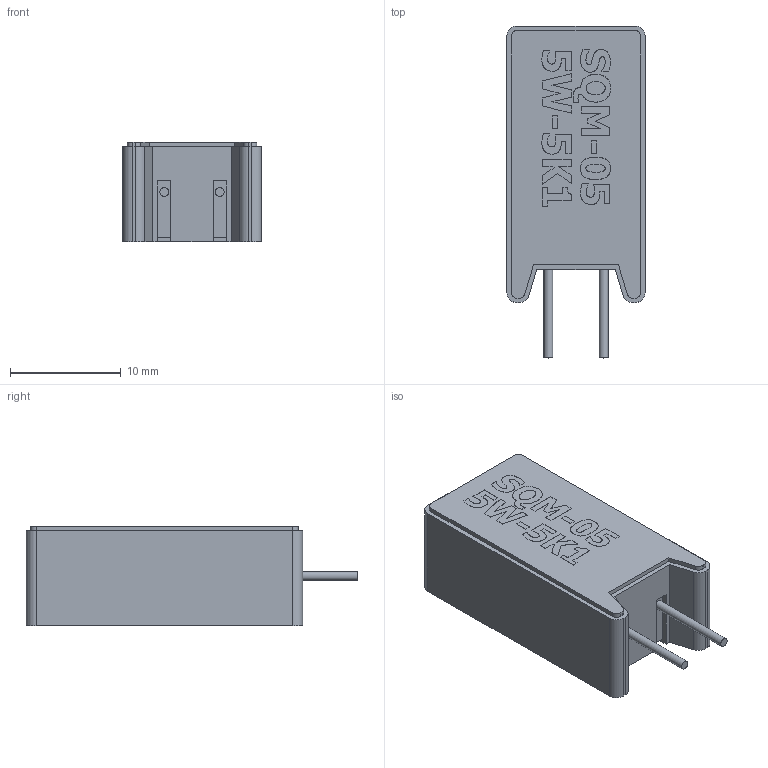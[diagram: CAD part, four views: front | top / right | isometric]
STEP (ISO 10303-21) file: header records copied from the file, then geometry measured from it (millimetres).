
FILE_DESCRIPTION(/* description */ ('STEP AP214','CAx-IF Rec.Pracs.---Representation and Presentation of Product Manufacturing Information (PMI)---4.0---2014-10-13'),/* implementation_level */ '2;1');
FILE_NAME(/* name */ 'User Library-Cement Power Resistor SQM-05 5W 5K1.stp',/* time_stamp */ '2020-02-07T17:46:05+03:00',/* author */ ('Andre'),/* organization */ (''),/* preprocessor_version */ 'ST-DEVELOPER v18',/* originating_system */ 'Autodesk Inventor 2020',/* authorisation */ '');
FILE_SCHEMA (('AP242_MANAGED_MODEL_BASED_3D_ENGINEERING_MIM_LF { 1 0 10303 442 1 1 4 }'));
Length unit declared in the file: millimetre
Products named in the file (1): User Library-Cement Power Resistor SQM-05 5W 5K1
Bounding box: 12.5 x 30 x 9 mm (x, y, z)
Volume: 2510.3 mm3; surface area: 1347 mm2
Topology: 1 solids, 1 shells, 237 faces, 658 edges, 440 vertices
Faces by surface type: plane 137, bspline 86, cylinder 14
Full cylindrical faces by diameter (mm): 0.8 x2
Entity records: 8194 total; most frequent: CARTESIAN_POINT 2471, ORIENTED_EDGE 1316, DIRECTION 848, EDGE_CURVE 658, LINE 454, VECTOR 454, VERTEX_POINT 440, EDGE_LOOP 254
